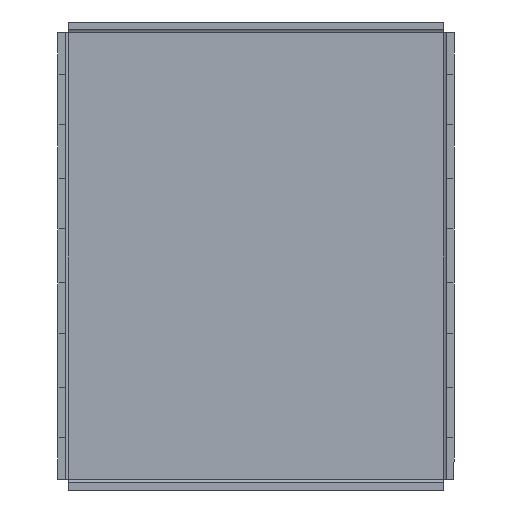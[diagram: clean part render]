
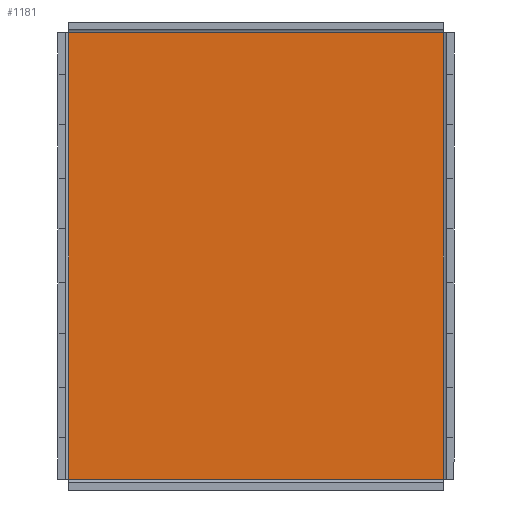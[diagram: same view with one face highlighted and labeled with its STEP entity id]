
A CAD part, front view. The second image highlights one B-rep face of the part: STEP entity #1181.
In plain terms, the highlighted planar face has unit normal (0, -1, 0).
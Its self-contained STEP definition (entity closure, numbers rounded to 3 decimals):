
#47=FACE_OUTER_BOUND('',#117,.T.);
#117=EDGE_LOOP('',(#799,#800,#801,#802));
#211=LINE('',#1755,#367);
#212=LINE('',#1757,#368);
#213=LINE('',#1759,#369);
#214=LINE('',#1760,#370);
#367=VECTOR('',#1401,1000.);
#368=VECTOR('',#1402,1000.);
#369=VECTOR('',#1403,1000.);
#370=VECTOR('',#1404,1000.);
#523=VERTEX_POINT('',#1753);
#524=VERTEX_POINT('',#1754);
#525=VERTEX_POINT('',#1756);
#526=VERTEX_POINT('',#1758);
#627=EDGE_CURVE('',#523,#524,#211,.T.);
#628=EDGE_CURVE('',#525,#523,#212,.T.);
#629=EDGE_CURVE('',#526,#525,#213,.T.);
#630=EDGE_CURVE('',#524,#526,#214,.T.);
#799=ORIENTED_EDGE('',*,*,#627,.F.);
#800=ORIENTED_EDGE('',*,*,#628,.F.);
#801=ORIENTED_EDGE('',*,*,#629,.F.);
#802=ORIENTED_EDGE('',*,*,#630,.F.);
#1119=PLANE('',#1271);
#1181=ADVANCED_FACE('',(#47),#1119,.F.);
#1271=AXIS2_PLACEMENT_3D('',#1752,#1399,#1400);
#1399=DIRECTION('center_axis',(0.,1.,0.));
#1400=DIRECTION('ref_axis',(0.,0.,1.));
#1401=DIRECTION('',(0.,0.,-1.));
#1402=DIRECTION('',(1.,0.,0.));
#1403=DIRECTION('',(0.,0.,1.));
#1404=DIRECTION('',(-1.,0.,0.));
#1752=CARTESIAN_POINT('Origin',(0.,1.4,0.));
#1753=CARTESIAN_POINT('',(5.2,1.4,6.2));
#1754=CARTESIAN_POINT('',(5.2,1.4,-6.2));
#1755=CARTESIAN_POINT('',(5.2,1.4,-6.2));
#1756=CARTESIAN_POINT('',(-5.2,1.4,6.2));
#1757=CARTESIAN_POINT('',(-5.2,1.4,6.2));
#1758=CARTESIAN_POINT('',(-5.2,1.4,-6.2));
#1759=CARTESIAN_POINT('',(-5.2,1.4,-6.2));
#1760=CARTESIAN_POINT('',(-5.2,1.4,-6.2));
